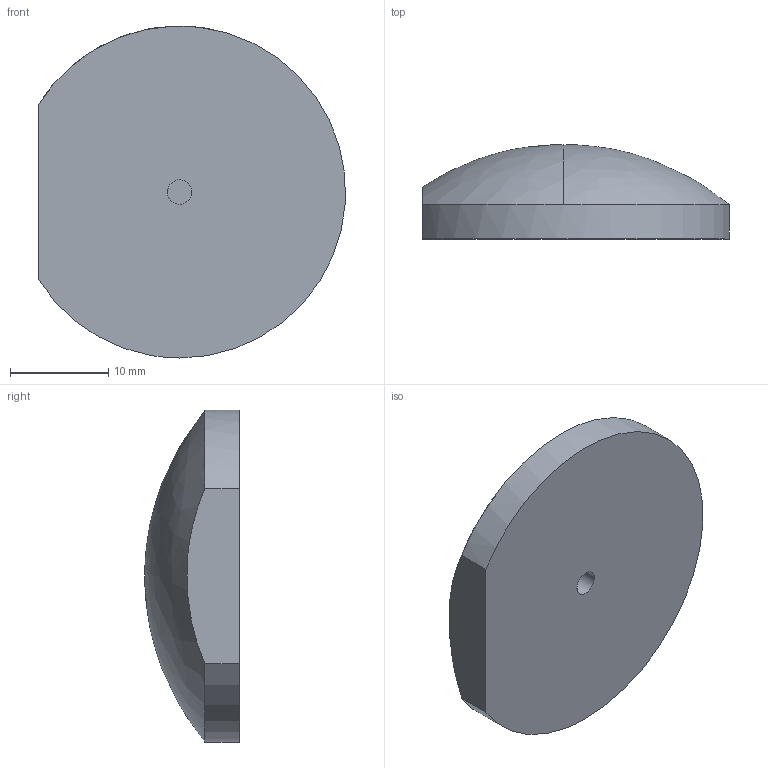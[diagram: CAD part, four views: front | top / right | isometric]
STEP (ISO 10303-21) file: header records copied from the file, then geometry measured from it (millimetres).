
FILE_DESCRIPTION(/* description */ (''),/* implementation_level */ '2;1');
FILE_NAME(/* name */ 'Lentille M3',/* time_stamp */ '2023-01-28T12:35:20+01:00',/* author */ (''),/* organization */ (''),/* preprocessor_version */ 'ST-DEVELOPER v16.5',/* originating_system */ '',/* authorisation */ '');
FILE_SCHEMA (('AUTOMOTIVE_DESIGN'));
Length unit declared in the file: millimetre
Products named in the file (1): Document
Bounding box: 31.2 x 9.6 x 33.77 mm (x, y, z)
Volume: 5830.4 mm3; surface area: 2275.2 mm2
Topology: 1 solids, 1 shells, 9 faces, 20 edges, 12 vertices
Faces by surface type: bspline 6, plane 3
Entity records: 323 total; most frequent: CARTESIAN_POINT 179, ORIENTED_EDGE 36, EDGE_CURVE 18, VERTEX_POINT 12, EDGE_LOOP 10, ADVANCED_FACE 9, FACE_OUTER_BOUND 9, DIRECTION 7
